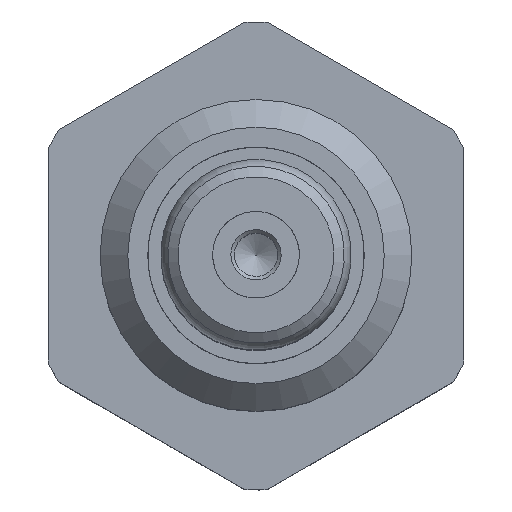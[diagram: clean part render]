
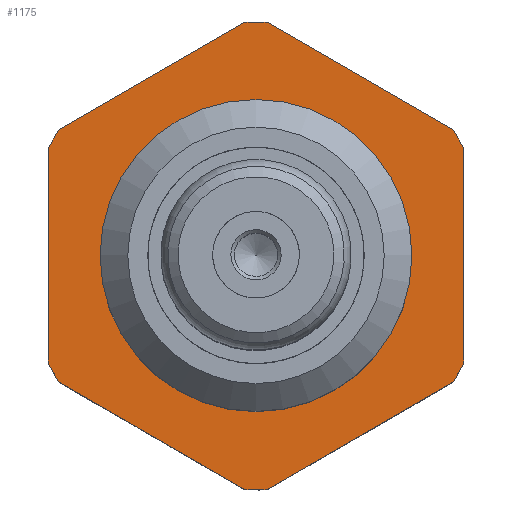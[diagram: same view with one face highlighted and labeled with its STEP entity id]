
A CAD part, top view. The second image highlights one B-rep face of the part: STEP entity #1175.
In plain terms, the highlighted planar face has unit normal (0, 0, 1).
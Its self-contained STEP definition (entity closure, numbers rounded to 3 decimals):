
#1175=ADVANCED_FACE('',(#3093,#3095),#3097,.T.);
#3093=FACE_BOUND('',#3094,.T.);
#3094=EDGE_LOOP('',(#6808));
#3095=FACE_OUTER_BOUND('',#3096,.T.);
#3096=EDGE_LOOP('',(#6809,#6810,#6811,#6812,#6813,#6814,#6815,#6816,#6817,#6818,
#6819,#6820));
#3097=PLANE('',#3098);
#3098=AXIS2_PLACEMENT_3D('',#3099,#3100,#3101);
#3099=CARTESIAN_POINT('',(0.,0.,10.4));
#3100=DIRECTION('',(0.,0.,1.));
#3101=DIRECTION('',(1.,0.,0.));
#6808=ORIENTED_EDGE('',*,*,#9324,.F.);
#6809=ORIENTED_EDGE('',*,*,#9325,.T.);
#6810=ORIENTED_EDGE('',*,*,#9326,.T.);
#6811=ORIENTED_EDGE('',*,*,#9327,.T.);
#6812=ORIENTED_EDGE('',*,*,#9328,.T.);
#6813=ORIENTED_EDGE('',*,*,#9329,.T.);
#6814=ORIENTED_EDGE('',*,*,#9330,.T.);
#6815=ORIENTED_EDGE('',*,*,#9315,.T.);
#6816=ORIENTED_EDGE('',*,*,#8883,.T.);
#6817=ORIENTED_EDGE('',*,*,#9323,.T.);
#6818=ORIENTED_EDGE('',*,*,#9331,.T.);
#6819=ORIENTED_EDGE('',*,*,#9332,.T.);
#6820=ORIENTED_EDGE('',*,*,#9333,.T.);
#8883=EDGE_CURVE('',#10570,#10577,#10579,.T.);
#9315=EDGE_CURVE('',#11227,#10570,#11228,.T.);
#9323=EDGE_CURVE('',#10577,#11238,#11240,.T.);
#9324=EDGE_CURVE('',#11241,#11241,#11242,.T.);
#9325=EDGE_CURVE('',#11243,#11244,#11245,.T.);
#9326=EDGE_CURVE('',#11244,#11246,#11247,.T.);
#9327=EDGE_CURVE('',#11246,#11248,#11249,.T.);
#9328=EDGE_CURVE('',#11248,#11250,#11251,.T.);
#9329=EDGE_CURVE('',#11250,#11252,#11253,.T.);
#9330=EDGE_CURVE('',#11252,#11227,#11254,.T.);
#9331=EDGE_CURVE('',#11238,#11255,#11256,.T.);
#9332=EDGE_CURVE('',#11255,#11257,#11258,.T.);
#9333=EDGE_CURVE('',#11257,#11243,#11259,.T.);
#10570=VERTEX_POINT('',#13536);
#10577=VERTEX_POINT('',#13597);
#10579=LINE('',#13601,#13602);
#11227=VERTEX_POINT('',#15207);
#11228=CIRCLE('',#15208,13.5);
#11238=VERTEX_POINT('',#15284);
#11240=CIRCLE('',#15288,13.5);
#11241=VERTEX_POINT('',#15292);
#11242=CIRCLE('',#15293,8.9);
#11243=VERTEX_POINT('',#15297);
#11244=VERTEX_POINT('',#15298);
#11245=CIRCLE('',#15299,13.5);
#11246=VERTEX_POINT('',#15303);
#11247=LINE('',#15304,#15305);
#11248=VERTEX_POINT('',#15307);
#11249=CIRCLE('',#15308,13.5);
#11250=VERTEX_POINT('',#15312);
#11251=LINE('',#15313,#15314);
#11252=VERTEX_POINT('',#15316);
#11253=CIRCLE('',#15317,13.5);
#11254=LINE('',#15321,#15322);
#11255=VERTEX_POINT('',#15324);
#11256=LINE('',#15325,#15326);
#11257=VERTEX_POINT('',#15328);
#11258=CIRCLE('',#15329,13.5);
#11259=LINE('',#15333,#15334);
#13536=CARTESIAN_POINT('',(-11.356,-7.3,10.4));
#13597=CARTESIAN_POINT('',(-0.644,-13.485,10.4));
#13601=CARTESIAN_POINT('',(-11.356,-7.3,10.4));
#13602=VECTOR('',#13603,1.);
#13603=DIRECTION('',(0.866,-0.5,0.));
#15207=CARTESIAN_POINT('',(-12.,-6.185,10.4));
#15208=AXIS2_PLACEMENT_3D('',#15209,#15210,#15211);
#15209=CARTESIAN_POINT('',(0.,0.,10.4));
#15210=DIRECTION('',(0.,0.,1.));
#15211=DIRECTION('',(-0.889,-0.458,0.));
#15284=CARTESIAN_POINT('',(0.644,-13.485,10.4));
#15288=AXIS2_PLACEMENT_3D('',#15289,#15290,#15291);
#15289=CARTESIAN_POINT('',(0.,0.,10.4));
#15290=DIRECTION('',(0.,0.,1.));
#15291=DIRECTION('',(-0.048,-0.999,0.));
#15292=CARTESIAN_POINT('',(8.9,0.,10.4));
#15293=AXIS2_PLACEMENT_3D('',#15294,#15295,#15296);
#15294=CARTESIAN_POINT('',(0.,0.,10.4));
#15295=DIRECTION('',(0.,0.,1.));
#15296=DIRECTION('',(1.,0.,0.));
#15297=CARTESIAN_POINT('',(12.,6.185,10.4));
#15298=CARTESIAN_POINT('',(11.356,7.3,10.4));
#15299=AXIS2_PLACEMENT_3D('',#15300,#15301,#15302);
#15300=CARTESIAN_POINT('',(0.,0.,10.4));
#15301=DIRECTION('',(0.,0.,1.));
#15302=DIRECTION('',(0.889,0.458,0.));
#15303=CARTESIAN_POINT('',(0.644,13.485,10.4));
#15304=CARTESIAN_POINT('',(11.356,7.3,10.4));
#15305=VECTOR('',#15306,1.);
#15306=DIRECTION('',(-0.866,0.5,0.));
#15307=CARTESIAN_POINT('',(-0.644,13.485,10.4));
#15308=AXIS2_PLACEMENT_3D('',#15309,#15310,#15311);
#15309=CARTESIAN_POINT('',(0.,0.,10.4));
#15310=DIRECTION('',(0.,0.,1.));
#15311=DIRECTION('',(0.048,0.999,0.));
#15312=CARTESIAN_POINT('',(-11.356,7.3,10.4));
#15313=CARTESIAN_POINT('',(-0.644,13.485,10.4));
#15314=VECTOR('',#15315,1.);
#15315=DIRECTION('',(-0.866,-0.5,0.));
#15316=CARTESIAN_POINT('',(-12.,6.185,10.4));
#15317=AXIS2_PLACEMENT_3D('',#15318,#15319,#15320);
#15318=CARTESIAN_POINT('',(0.,0.,10.4));
#15319=DIRECTION('',(0.,0.,1.));
#15320=DIRECTION('',(-0.841,0.541,0.));
#15321=CARTESIAN_POINT('',(-12.,6.185,10.4));
#15322=VECTOR('',#15323,1.);
#15323=DIRECTION('',(0.,-1.,0.));
#15324=CARTESIAN_POINT('',(11.356,-7.3,10.4));
#15325=CARTESIAN_POINT('',(0.644,-13.485,10.4));
#15326=VECTOR('',#15327,1.);
#15327=DIRECTION('',(0.866,0.5,0.));
#15328=CARTESIAN_POINT('',(12.,-6.185,10.4));
#15329=AXIS2_PLACEMENT_3D('',#15330,#15331,#15332);
#15330=CARTESIAN_POINT('',(0.,0.,10.4));
#15331=DIRECTION('',(0.,0.,1.));
#15332=DIRECTION('',(0.841,-0.541,0.));
#15333=CARTESIAN_POINT('',(12.,-6.185,10.4));
#15334=VECTOR('',#15335,1.);
#15335=DIRECTION('',(0.,1.,0.));
